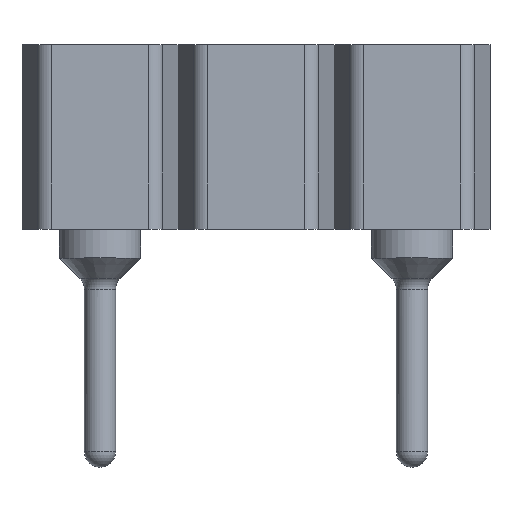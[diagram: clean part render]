
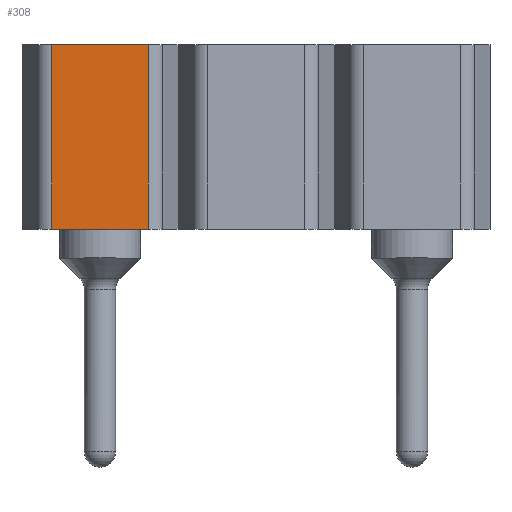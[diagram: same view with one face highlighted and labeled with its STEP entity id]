
A CAD part, top view. The second image highlights one B-rep face of the part: STEP entity #308.
In plain terms, the highlighted planar face has unit normal (0, 0, 1).
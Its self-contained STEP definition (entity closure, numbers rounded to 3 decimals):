
#308=ADVANCED_FACE('',(#711),#712,.T.);
#711=FACE_OUTER_BOUND('',#2280,.T.);
#712=PLANE('',#2281);
#2280=EDGE_LOOP('',(#3628,#3629,#3630,#3631));
#2281=AXIS2_PLACEMENT_3D('',#3632,#3633,#3634);
#3628=ORIENTED_EDGE('',*,*,#4099,.T.);
#3629=ORIENTED_EDGE('',*,*,#4200,.F.);
#3630=ORIENTED_EDGE('',*,*,#4145,.F.);
#3631=ORIENTED_EDGE('',*,*,#4201,.T.);
#3632=CARTESIAN_POINT('',(3.489,0.0,1.27));
#3633=DIRECTION('',(0.0,0.0,1.0));
#3634=DIRECTION('',(1.0,-0.0,0.0));
#4099=EDGE_CURVE('',#4810,#4808,#4811,.T.);
#4145=EDGE_CURVE('',#4896,#4898,#4899,.T.);
#4200=EDGE_CURVE('',#4898,#4808,#4982,.T.);
#4201=EDGE_CURVE('',#4896,#4810,#4983,.T.);
#4808=VERTEX_POINT('',#6132);
#4810=VERTEX_POINT('',#6134);
#4811=LINE('',#6135,#6136);
#4896=VERTEX_POINT('',#6243);
#4898=VERTEX_POINT('',#6245);
#4899=LINE('',#6246,#6247);
#4982=LINE('',#6365,#6366);
#4983=LINE('',#6367,#6368);
#6132=CARTESIAN_POINT('',(1.753,0.0,1.27));
#6134=CARTESIAN_POINT('',(3.327,0.0,1.27));
#6135=CARTESIAN_POINT('',(3.327,0.0,1.27));
#6136=VECTOR('',#7013,1.574);
#6243=CARTESIAN_POINT('',(3.327,-3.0,1.27));
#6245=CARTESIAN_POINT('',(1.753,-3.0,1.27));
#6246=CARTESIAN_POINT('',(3.327,-3.0,1.27));
#6247=VECTOR('',#7105,1.574);
#6365=CARTESIAN_POINT('',(1.753,-3.0,1.27));
#6366=VECTOR('',#7198,3.0);
#6367=CARTESIAN_POINT('',(3.327,-3.0,1.27));
#6368=VECTOR('',#7199,3.0);
#7013=DIRECTION('',(-1.0,0.0,0.0));
#7105=DIRECTION('',(-1.0,0.0,0.0));
#7198=DIRECTION('',(0.0,1.0,0.0));
#7199=DIRECTION('',(0.0,1.0,0.0));
